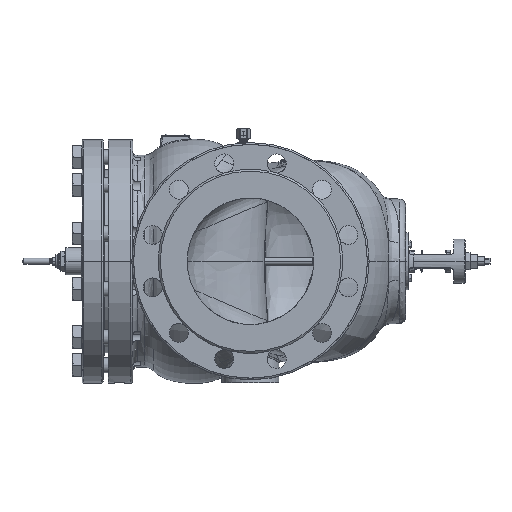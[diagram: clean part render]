
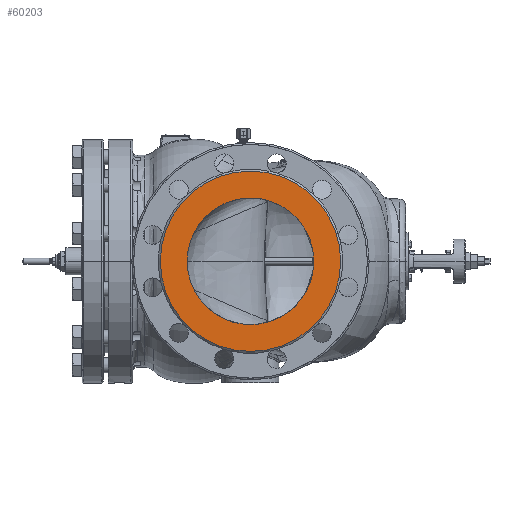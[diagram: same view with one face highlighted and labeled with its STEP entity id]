
A CAD part, left-side view. The second image highlights one B-rep face of the part: STEP entity #60203.
In plain terms, the highlighted planar face has unit normal (-1, 0, 0).
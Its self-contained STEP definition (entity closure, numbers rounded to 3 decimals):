
#13099=CARTESIAN_POINT('',(-300.,89.101,45.399));
#13100=CARTESIAN_POINT('',(-300.,91.184,41.311));
#13101=CARTESIAN_POINT('',(-300.,94.496,33.447));
#13102=CARTESIAN_POINT('',(-300.,97.685,22.344));
#13103=CARTESIAN_POINT('',(-300.,99.547,11.449));
#13104=CARTESIAN_POINT('',(-300.,100.,3.927));
#13105=CARTESIAN_POINT('',(-300.,100.,0.));
#13175=CARTESIAN_POINT('',(-300.,100.,0.));
#13176=CARTESIAN_POINT('',(-300.,100.,-3.927));
#13177=CARTESIAN_POINT('',(-300.,99.547,-11.449));
#13178=CARTESIAN_POINT('',(-300.,97.685,-22.344));
#13179=CARTESIAN_POINT('',(-300.,94.496,-33.447));
#13180=CARTESIAN_POINT('',(-300.,91.184,-41.311));
#13181=CARTESIAN_POINT('',(-300.,89.101,-45.399));
#13473=CARTESIAN_POINT('',(-300.,-100.,0.));
#13474=CARTESIAN_POINT('',(-300.,-100.,5.897));
#13475=CARTESIAN_POINT('',(-300.,-98.926,18.346));
#13476=CARTESIAN_POINT('',(-300.,-93.608,36.842));
#13477=CARTESIAN_POINT('',(-300.,-86.704,50.383));
#13478=CARTESIAN_POINT('',(-300.,-80.558,59.418));
#13479=CARTESIAN_POINT('',(-300.,-76.099,64.99));
#13480=CARTESIAN_POINT('',(-300.,-71.84,69.649));
#13481=CARTESIAN_POINT('',(-300.,-66.179,75.144));
#13482=CARTESIAN_POINT('',(-300.,-59.025,80.955));
#13483=CARTESIAN_POINT('',(-300.,-50.321,86.614));
#13484=CARTESIAN_POINT('',(-300.,-41.429,91.194));
#13485=CARTESIAN_POINT('',(-300.,-32.189,94.854));
#13486=CARTESIAN_POINT('',(-300.,-22.39,97.646));
#13487=CARTESIAN_POINT('',(-300.,-13.569,99.199));
#13488=CARTESIAN_POINT('',(-300.,-5.997,99.876));
#13489=CARTESIAN_POINT('',(-300.,-0.148,100.059));
#13490=CARTESIAN_POINT('',(-300.,5.98,99.886));
#13491=CARTESIAN_POINT('',(-300.,14.527,99.109));
#13492=CARTESIAN_POINT('',(-300.,25.858,96.952));
#13493=CARTESIAN_POINT('',(-300.,39.729,92.172));
#13494=CARTESIAN_POINT('',(-300.,50.836,86.369));
#13495=CARTESIAN_POINT('',(-300.,59.087,80.789));
#13496=CARTESIAN_POINT('',(-300.,64.888,76.208));
#13497=CARTESIAN_POINT('',(-300.,70.234,71.302));
#13498=CARTESIAN_POINT('',(-300.,75.087,66.168));
#13499=CARTESIAN_POINT('',(-300.,78.689,61.778));
#13500=CARTESIAN_POINT('',(-300.,81.303,58.252));
#13501=CARTESIAN_POINT('',(-300.,83.738,54.734));
#13502=CARTESIAN_POINT('',(-300.,86.446,50.386));
#13503=CARTESIAN_POINT('',(-300.,88.27,47.029));
#13504=CARTESIAN_POINT('',(-300.,89.101,45.399));
#13629=CARTESIAN_POINT('',(-300.,0.,0.));
#13630=DIRECTION('',(1.,0.,0.));
#13631=DIRECTION('',(0.,1.,0.));
#13632=AXIS2_PLACEMENT_3D('',#13629,#13630,#13631);
#14022=CARTESIAN_POINT('',(-300.,0.,0.));
#14023=DIRECTION('',(-1.,0.,0.));
#14024=DIRECTION('',(0.,1.,0.));
#14025=AXIS2_PLACEMENT_3D('',#14022,#14023,#14024);
#14146=CARTESIAN_POINT('',(-300.,89.101,-45.399));
#14147=CARTESIAN_POINT('',(-300.,88.27,-47.029));
#14148=CARTESIAN_POINT('',(-300.,86.446,-50.386));
#14149=CARTESIAN_POINT('',(-300.,83.738,-54.734));
#14150=CARTESIAN_POINT('',(-300.,81.303,-58.252));
#14151=CARTESIAN_POINT('',(-300.,78.689,-61.778));
#14152=CARTESIAN_POINT('',(-300.,75.087,-66.168));
#14153=CARTESIAN_POINT('',(-300.,70.234,-71.302));
#14154=CARTESIAN_POINT('',(-300.,64.888,-76.208));
#14155=CARTESIAN_POINT('',(-300.,59.087,-80.789));
#14156=CARTESIAN_POINT('',(-300.,50.836,-86.369));
#14157=CARTESIAN_POINT('',(-300.,39.729,-92.172));
#14158=CARTESIAN_POINT('',(-300.,25.858,-96.952));
#14159=CARTESIAN_POINT('',(-300.,14.527,-99.109));
#14160=CARTESIAN_POINT('',(-300.,5.98,-99.886));
#14161=CARTESIAN_POINT('',(-300.,-0.148,-100.059));
#14162=CARTESIAN_POINT('',(-300.,-5.997,-99.876));
#14163=CARTESIAN_POINT('',(-300.,-13.569,-99.199));
#14164=CARTESIAN_POINT('',(-300.,-22.39,-97.646));
#14165=CARTESIAN_POINT('',(-300.,-32.189,-94.854));
#14166=CARTESIAN_POINT('',(-300.,-41.429,-91.194));
#14167=CARTESIAN_POINT('',(-300.,-50.321,-86.614));
#14168=CARTESIAN_POINT('',(-300.,-59.025,-80.955));
#14169=CARTESIAN_POINT('',(-300.,-66.179,-75.144));
#14170=CARTESIAN_POINT('',(-300.,-71.84,-69.649));
#14171=CARTESIAN_POINT('',(-300.,-76.099,-64.99));
#14172=CARTESIAN_POINT('',(-300.,-80.558,-59.418));
#14173=CARTESIAN_POINT('',(-300.,-86.704,-50.383));
#14174=CARTESIAN_POINT('',(-300.,-93.608,-36.842));
#14175=CARTESIAN_POINT('',(-300.,-98.926,-18.346));
#14176=CARTESIAN_POINT('',(-300.,-100.,-5.897));
#14177=CARTESIAN_POINT('',(-300.,-100.,0.));
#31263=VERTEX_POINT('',#14146);
#31264=VERTEX_POINT('',#14177);
#31265=VERTEX_POINT('',#13175);
#31266=VERTEX_POINT('',#13504);
#31281=CARTESIAN_POINT('',(-300.,142.5,0.));
#31283=VERTEX_POINT('',#31281);
#31285=CARTESIAN_POINT('',(-300.,-142.5,0.));
#31287=VERTEX_POINT('',#31285);
#60185=CARTESIAN_POINT('',(-300.,0.,0.));
#60186=DIRECTION('',(1.,0.,0.));
#60187=DIRECTION('',(0.,-1.,0.));
#60188=AXIS2_PLACEMENT_3D('',#60185,#60186,#60187);
#60189=PLANE('',#60188);
#60191=ORIENTED_EDGE('',*,*,#60190,.T.);
#60193=ORIENTED_EDGE('',*,*,#60192,.F.);
#60194=EDGE_LOOP('',(#60191,#60193));
#60195=FACE_OUTER_BOUND('',#60194,.F.);
#60197=ORIENTED_EDGE('',*,*,#60196,.T.);
#60198=ORIENTED_EDGE('',*,*,#60167,.T.);
#60199=ORIENTED_EDGE('',*,*,#58081,.T.);
#60200=ORIENTED_EDGE('',*,*,#58325,.T.);
#60201=EDGE_LOOP('',(#60197,#60198,#60199,#60200));
#60202=FACE_BOUND('',#60201,.F.);
#13106=B_SPLINE_CURVE_WITH_KNOTS('',3,(#13099,#13100,#13101,#13102,#13103,
#13104,#13105),.UNSPECIFIED.,.F.,.F.,(4,1,1,1,4),(0.,0.25,0.5,0.75,
1.),.UNSPECIFIED.);
#13182=B_SPLINE_CURVE_WITH_KNOTS('',3,(#13175,#13176,#13177,#13178,#13179,
#13180,#13181),.UNSPECIFIED.,.F.,.F.,(4,1,1,1,4),(0.,0.25,0.5,0.75,
1.),.UNSPECIFIED.);
#13505=B_SPLINE_CURVE_WITH_KNOTS('',3,(#13473,#13474,#13475,#13476,#13477,
#13478,#13479,#13480,#13481,#13482,#13483,#13484,#13485,#13486,#13487,#13488,
#13489,#13490,#13491,#13492,#13493,#13494,#13495,#13496,#13497,#13498,#13499,
#13500,#13501,#13502,#13503,#13504),.UNSPECIFIED.,.F.,.F.,(4,1,1,1,1,1,1,1,1,1,
1,1,1,1,1,1,1,1,1,1,1,1,1,1,1,1,1,1,1,4),(0.,0.054,
0.109,0.163,0.19,0.217,
0.242,0.267,0.317,0.367,
0.417,0.467,0.517,0.567,
0.592,0.617,0.641,0.665,
0.713,0.761,0.809,0.832,
0.856,0.88,0.904,0.928,
0.94,0.952,0.976,1.),.UNSPECIFIED.);
#13633=CIRCLE('',#13632,142.5);
#14026=CIRCLE('',#14025,142.5);
#14178=B_SPLINE_CURVE_WITH_KNOTS('',3,(#14146,#14147,#14148,#14149,#14150,
#14151,#14152,#14153,#14154,#14155,#14156,#14157,#14158,#14159,#14160,#14161,
#14162,#14163,#14164,#14165,#14166,#14167,#14168,#14169,#14170,#14171,#14172,
#14173,#14174,#14175,#14176,#14177),.UNSPECIFIED.,.F.,.F.,(4,1,1,1,1,1,1,1,1,1,
1,1,1,1,1,1,1,1,1,1,1,1,1,1,1,1,1,1,1,4),(0.,0.024,
0.048,0.06,0.072,0.096,
0.12,0.144,0.168,0.191,
0.239,0.287,0.335,0.359,
0.383,0.408,0.433,0.483,
0.533,0.583,0.633,0.683,
0.733,0.758,0.783,0.81,
0.837,0.891,0.946,1.),.UNSPECIFIED.);
#58081=EDGE_CURVE('',#31266,#31265,#13106,.T.);
#58325=EDGE_CURVE('',#31265,#31263,#13182,.T.);
#60167=EDGE_CURVE('',#31264,#31266,#13505,.T.);
#60190=EDGE_CURVE('',#31283,#31287,#13633,.T.);
#60192=EDGE_CURVE('',#31283,#31287,#14026,.T.);
#60196=EDGE_CURVE('',#31263,#31264,#14178,.T.);
#60203=ADVANCED_FACE('',(#60195,#60202),#60189,.F.);
